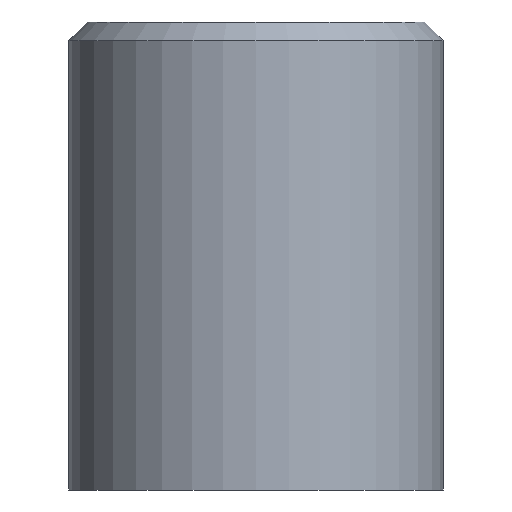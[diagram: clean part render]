
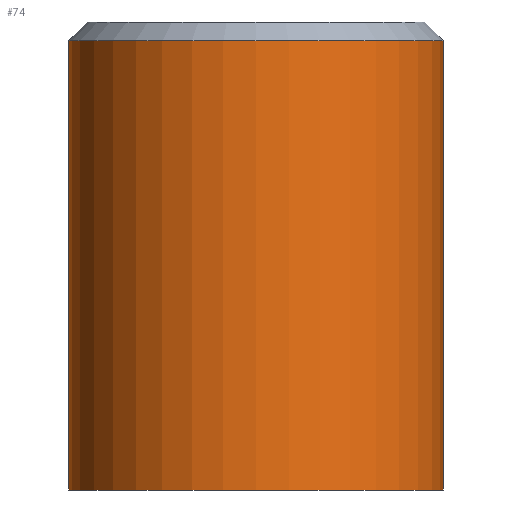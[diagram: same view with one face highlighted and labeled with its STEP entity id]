
A CAD part, front view. The second image highlights one B-rep face of the part: STEP entity #74.
In plain terms, the highlighted cylindrical face has radius 20 mm (diameter 40 mm), a partial arc.
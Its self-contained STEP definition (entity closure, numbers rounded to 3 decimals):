
#72=VERTEX_POINT('',#184);
#74=ADVANCED_FACE('',(#186),#187,.T.);
#76=VERTEX_POINT('',#189);
#82=EDGE_CURVE('',#76,#98,#196,.T.);
#96=VERTEX_POINT('',#214);
#98=VERTEX_POINT('',#216);
#100=EDGE_CURVE('',#72,#98,#218,.T.);
#142=EDGE_CURVE('',#96,#76,#267,.T.);
#166=EDGE_CURVE('',#72,#96,#292,.T.);
#184=CARTESIAN_POINT('',(20.0,0.,48.0));
#186=FACE_OUTER_BOUND('',#302,.T.);
#187=CYLINDRICAL_SURFACE('',#303,20.0);
#189=CARTESIAN_POINT('',(-20.,0.,0.));
#196=LINE('',#315,#316);
#214=CARTESIAN_POINT('',(20.0,0.,0.));
#216=CARTESIAN_POINT('',(-20.,0.,48.0));
#218=CIRCLE('',#341,20.0);
#267=CIRCLE('',#408,20.0);
#292=LINE('',#436,#437);
#302=EDGE_LOOP('',(#440,#441,#442,#443));
#303=AXIS2_PLACEMENT_3D('',#444,#445,#446);
#315=CARTESIAN_POINT('',(-20.,0.,24.0));
#316=VECTOR('',#456,1.0);
#341=AXIS2_PLACEMENT_3D('',#479,#480,#481);
#408=AXIS2_PLACEMENT_3D('',#556,#557,#558);
#436=CARTESIAN_POINT('',(20.0,0.,24.0));
#437=VECTOR('',#577,1.0);
#440=ORIENTED_EDGE('',*,*,#166,.F.);
#441=ORIENTED_EDGE('',*,*,#100,.T.);
#442=ORIENTED_EDGE('',*,*,#82,.F.);
#443=ORIENTED_EDGE('',*,*,#142,.F.);
#444=CARTESIAN_POINT('',(0.,0.,24.0));
#445=DIRECTION('',(-0.0,-0.0,1.0));
#446=DIRECTION('',(1.0,0.,0.0));
#456=DIRECTION('',(-0.0,-0.0,1.0));
#479=CARTESIAN_POINT('',(0.,0.,48.0));
#480=DIRECTION('',(0.0,0.0,-1.0));
#481=DIRECTION('',(1.0,0.,0.0));
#556=CARTESIAN_POINT('',(0.,0.,0.));
#557=DIRECTION('',(0.0,0.0,-1.0));
#558=DIRECTION('',(1.0,0.,0.0));
#577=DIRECTION('',(0.0,0.0,-1.0));
